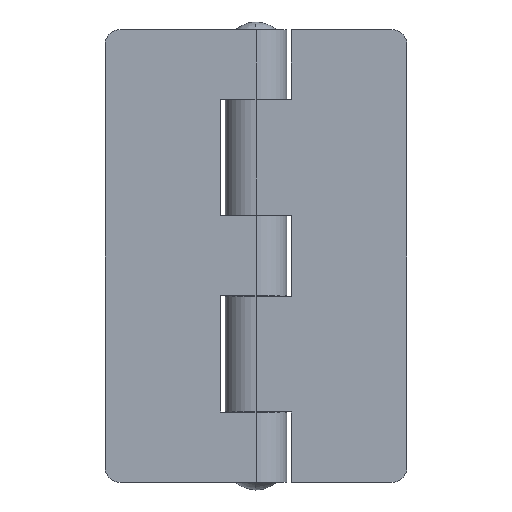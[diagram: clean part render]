
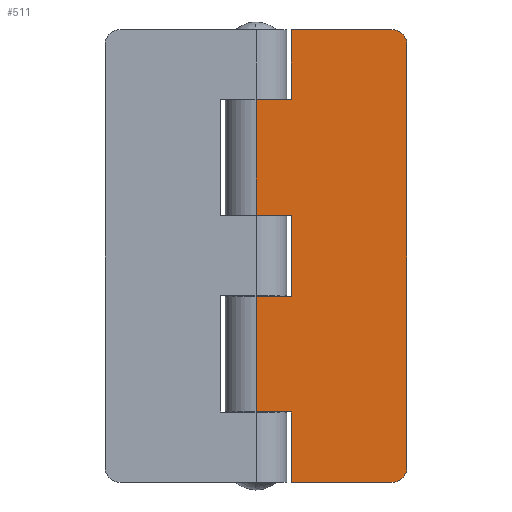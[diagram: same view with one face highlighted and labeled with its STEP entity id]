
A CAD part, front view. The second image highlights one B-rep face of the part: STEP entity #511.
In plain terms, the highlighted planar face has unit normal (0, -1, 0).
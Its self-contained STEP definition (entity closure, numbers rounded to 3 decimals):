
#24 = CARTESIAN_POINT ( 'NONE',  ( 0., -6.15, 31.1 ) ) ;
#29 = LINE ( 'NONE', #228, #2188 ) ;
#55 = CARTESIAN_POINT ( 'NONE',  ( 7., -6.15, 31.1 ) ) ;
#94 = ORIENTED_EDGE ( 'NONE', *, *, #754, .T. ) ;
#122 = LINE ( 'NONE', #1740, #632 ) ;
#153 = DIRECTION ( 'NONE',  ( 0., 0., 1. ) ) ;
#163 = DIRECTION ( 'NONE',  ( 0., 0., -1. ) ) ;
#168 = CARTESIAN_POINT ( 'NONE',  ( 0., -6.15, -8. ) ) ;
#178 = ORIENTED_EDGE ( 'NONE', *, *, #1325, .T. ) ;
#180 = CARTESIAN_POINT ( 'NONE',  ( 7., -6.15, 45. ) ) ;
#187 = EDGE_CURVE ( 'NONE', #423, #389, #1504, .T. ) ;
#189 = VECTOR ( 'NONE', #697, 1000. ) ;
#200 = CARTESIAN_POINT ( 'NONE',  ( 0., -6.15, -45. ) ) ;
#206 = CARTESIAN_POINT ( 'NONE',  ( 0., -6.15, 8.1 ) ) ;
#221 = ORIENTED_EDGE ( 'NONE', *, *, #1340, .T. ) ;
#228 = CARTESIAN_POINT ( 'NONE',  ( 0., -6.15, -31. ) ) ;
#247 = DIRECTION ( 'NONE',  ( 0., 0., 1. ) ) ;
#260 = CIRCLE ( 'NONE', #440, 3. ) ;
#265 = VERTEX_POINT ( 'NONE', #1244 ) ;
#296 = PLANE ( 'NONE',  #490 ) ;
#327 = CARTESIAN_POINT ( 'NONE',  ( 7., -6.15, -45. ) ) ;
#337 = LINE ( 'NONE', #180, #1061 ) ;
#353 = CARTESIAN_POINT ( 'NONE',  ( 27., -6.15, 45. ) ) ;
#389 = VERTEX_POINT ( 'NONE', #1104 ) ;
#394 = LINE ( 'NONE', #206, #904 ) ;
#420 = CARTESIAN_POINT ( 'NONE',  ( 0., -6.15, 45. ) ) ;
#423 = VERTEX_POINT ( 'NONE', #2102 ) ;
#438 = DIRECTION ( 'NONE',  ( 0., 0., -1. ) ) ;
#440 = AXIS2_PLACEMENT_3D ( 'NONE', #1142, #1871, #247 ) ;
#461 = CARTESIAN_POINT ( 'NONE',  ( 30., -6.15, 42. ) ) ;
#488 = EDGE_CURVE ( 'NONE', #1391, #642, #260, .T. ) ;
#490 = AXIS2_PLACEMENT_3D ( 'NONE', #2097, #651, #1739 ) ;
#511 = ADVANCED_FACE ( 'NONE', ( #676 ), #296, .F. ) ;
#547 = LINE ( 'NONE', #200, #1858 ) ;
#578 = VERTEX_POINT ( 'NONE', #1776 ) ;
#579 = CARTESIAN_POINT ( 'NONE',  ( 30., -6.15, 45. ) ) ;
#595 = VECTOR ( 'NONE', #438, 1000. ) ;
#632 = VECTOR ( 'NONE', #1194, 1000. ) ;
#642 = VERTEX_POINT ( 'NONE', #353 ) ;
#644 = ORIENTED_EDGE ( 'NONE', *, *, #2048, .T. ) ;
#651 = DIRECTION ( 'NONE',  ( 0., 1., 0. ) ) ;
#652 = CARTESIAN_POINT ( 'NONE',  ( 7., -6.15, 8.1 ) ) ;
#676 = FACE_OUTER_BOUND ( 'NONE', #2295, .T. ) ;
#678 = VECTOR ( 'NONE', #1067, 1000. ) ;
#696 = CARTESIAN_POINT ( 'NONE',  ( 7., -6.15, 45. ) ) ;
#697 = DIRECTION ( 'NONE',  ( -1., 0., 0. ) ) ;
#725 = CARTESIAN_POINT ( 'NONE',  ( 7., -6.15, 45. ) ) ;
#730 = LINE ( 'NONE', #1463, #1441 ) ;
#754 = EDGE_CURVE ( 'NONE', #1400, #578, #1060, .T. ) ;
#765 = DIRECTION ( 'NONE',  ( 1., 0., 0. ) ) ;
#790 = VERTEX_POINT ( 'NONE', #55 ) ;
#821 = EDGE_CURVE ( 'NONE', #265, #2244, #29, .T. ) ;
#838 = EDGE_CURVE ( 'NONE', #1391, #389, #1483, .T. ) ;
#867 = VECTOR ( 'NONE', #975, 1000. ) ;
#904 = VECTOR ( 'NONE', #1111, 1000. ) ;
#963 = ORIENTED_EDGE ( 'NONE', *, *, #2291, .T. ) ;
#975 = DIRECTION ( 'NONE',  ( 1., 0., 0. ) ) ;
#1054 = EDGE_CURVE ( 'NONE', #1266, #642, #1323, .T. ) ;
#1060 = LINE ( 'NONE', #168, #189 ) ;
#1061 = VECTOR ( 'NONE', #163, 1000. ) ;
#1067 = DIRECTION ( 'NONE',  ( -1., 0., 0. ) ) ;
#1074 = ORIENTED_EDGE ( 'NONE', *, *, #488, .T. ) ;
#1104 = CARTESIAN_POINT ( 'NONE',  ( 30., -6.15, -42. ) ) ;
#1111 = DIRECTION ( 'NONE',  ( 1., 0., 0. ) ) ;
#1142 = CARTESIAN_POINT ( 'NONE',  ( 27., -6.15, 42. ) ) ;
#1194 = DIRECTION ( 'NONE',  ( 0., 0., -1. ) ) ;
#1223 = CARTESIAN_POINT ( 'NONE',  ( 7., -6.15, -8. ) ) ;
#1244 = CARTESIAN_POINT ( 'NONE',  ( 0., -6.15, -31. ) ) ;
#1255 = VERTEX_POINT ( 'NONE', #24 ) ;
#1266 = VERTEX_POINT ( 'NONE', #725 ) ;
#1268 = ORIENTED_EDGE ( 'NONE', *, *, #187, .T. ) ;
#1282 = DIRECTION ( 'NONE',  ( 0., 0., -1. ) ) ;
#1323 = LINE ( 'NONE', #420, #867 ) ;
#1325 = EDGE_CURVE ( 'NONE', #790, #1255, #1641, .T. ) ;
#1340 = EDGE_CURVE ( 'NONE', #1266, #790, #337, .T. ) ;
#1391 = VERTEX_POINT ( 'NONE', #461 ) ;
#1400 = VERTEX_POINT ( 'NONE', #1223 ) ;
#1403 = ORIENTED_EDGE ( 'NONE', *, *, #1682, .T. ) ;
#1441 = VECTOR ( 'NONE', #1282, 1000. ) ;
#1463 = CARTESIAN_POINT ( 'NONE',  ( 7., -6.15, 45. ) ) ;
#1483 = LINE ( 'NONE', #579, #2031 ) ;
#1491 = ORIENTED_EDGE ( 'NONE', *, *, #2333, .T. ) ;
#1504 = CIRCLE ( 'NONE', #2024, 3. ) ;
#1524 = LINE ( 'NONE', #2066, #595 ) ;
#1546 = CARTESIAN_POINT ( 'NONE',  ( 27., -6.15, -42. ) ) ;
#1608 = VERTEX_POINT ( 'NONE', #327 ) ;
#1641 = LINE ( 'NONE', #1802, #678 ) ;
#1660 = VECTOR ( 'NONE', #1954, 1000. ) ;
#1682 = EDGE_CURVE ( 'NONE', #1255, #2140, #122, .T. ) ;
#1691 = VERTEX_POINT ( 'NONE', #652 ) ;
#1739 = DIRECTION ( 'NONE',  ( 0., 0., 1. ) ) ;
#1740 = CARTESIAN_POINT ( 'NONE',  ( 0., -6.15, 45. ) ) ;
#1775 = ORIENTED_EDGE ( 'NONE', *, *, #821, .T. ) ;
#1776 = CARTESIAN_POINT ( 'NONE',  ( 0., -6.15, -8. ) ) ;
#1784 = DIRECTION ( 'NONE',  ( 0., -1., 0. ) ) ;
#1793 = ORIENTED_EDGE ( 'NONE', *, *, #838, .F. ) ;
#1802 = CARTESIAN_POINT ( 'NONE',  ( 0., -6.15, 31.1 ) ) ;
#1831 = DIRECTION ( 'NONE',  ( 1., 0., 0. ) ) ;
#1858 = VECTOR ( 'NONE', #1831, 1000. ) ;
#1866 = EDGE_CURVE ( 'NONE', #2244, #1608, #730, .T. ) ;
#1871 = DIRECTION ( 'NONE',  ( 0., -1., 0. ) ) ;
#1954 = DIRECTION ( 'NONE',  ( 0., 0., -1. ) ) ;
#1976 = LINE ( 'NONE', #696, #1660 ) ;
#2004 = CARTESIAN_POINT ( 'NONE',  ( 7., -6.15, -31. ) ) ;
#2024 = AXIS2_PLACEMENT_3D ( 'NONE', #1546, #1784, #153 ) ;
#2031 = VECTOR ( 'NONE', #2208, 1000. ) ;
#2047 = ORIENTED_EDGE ( 'NONE', *, *, #2262, .T. ) ;
#2048 = EDGE_CURVE ( 'NONE', #578, #265, #1524, .T. ) ;
#2066 = CARTESIAN_POINT ( 'NONE',  ( 0., -6.15, 45. ) ) ;
#2088 = ORIENTED_EDGE ( 'NONE', *, *, #1866, .T. ) ;
#2097 = CARTESIAN_POINT ( 'NONE',  ( 0., -6.15, 45. ) ) ;
#2102 = CARTESIAN_POINT ( 'NONE',  ( 27., -6.15, -45. ) ) ;
#2140 = VERTEX_POINT ( 'NONE', #2175 ) ;
#2175 = CARTESIAN_POINT ( 'NONE',  ( 0., -6.15, 8.1 ) ) ;
#2188 = VECTOR ( 'NONE', #765, 1000. ) ;
#2208 = DIRECTION ( 'NONE',  ( 0., 0., -1. ) ) ;
#2244 = VERTEX_POINT ( 'NONE', #2004 ) ;
#2256 = ORIENTED_EDGE ( 'NONE', *, *, #1054, .F. ) ;
#2262 = EDGE_CURVE ( 'NONE', #1608, #423, #547, .T. ) ;
#2291 = EDGE_CURVE ( 'NONE', #2140, #1691, #394, .T. ) ;
#2295 = EDGE_LOOP ( 'NONE', ( #1793, #1074, #2256, #221, #178, #1403, #963, #1491, #94, #644, #1775, #2088, #2047, #1268 ) ) ;
#2333 = EDGE_CURVE ( 'NONE', #1691, #1400, #1976, .T. ) ;
